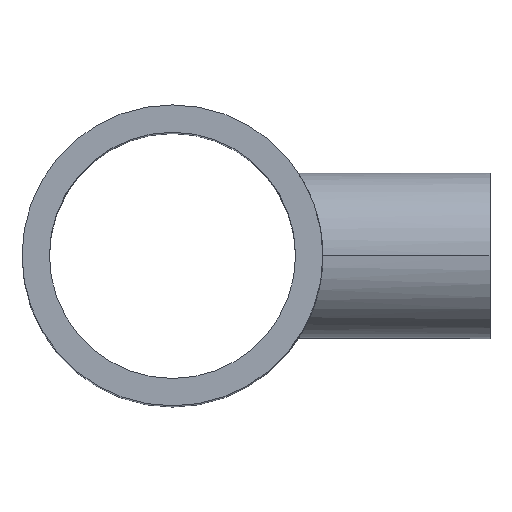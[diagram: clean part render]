
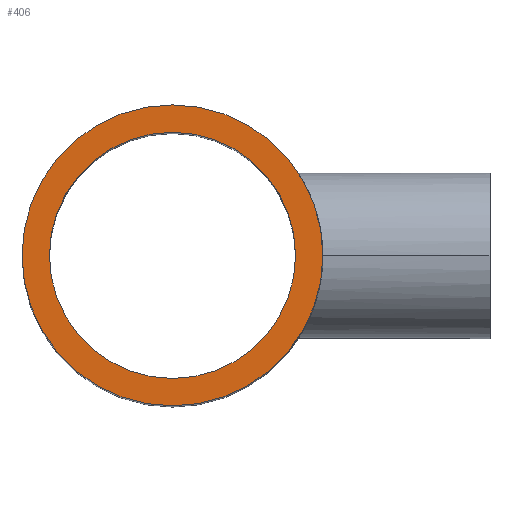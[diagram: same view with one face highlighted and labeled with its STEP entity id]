
A CAD part, top view. The second image highlights one B-rep face of the part: STEP entity #406.
In plain terms, the highlighted planar face has unit normal (0, 0, 1).
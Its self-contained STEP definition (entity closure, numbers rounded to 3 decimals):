
#29 = EDGE_LOOP ( 'NONE', ( #594, #285 ) ) ;
#39 = AXIS2_PLACEMENT_3D ( 'NONE', #325, #423, #59 ) ;
#44 = DIRECTION ( 'NONE',  ( 0., 0., 1. ) ) ;
#51 = PLANE ( 'NONE',  #581 ) ;
#59 = DIRECTION ( 'NONE',  ( 1., 0., 0. ) ) ;
#69 = CIRCLE ( 'NONE', #480, 100. ) ;
#76 = ORIENTED_EDGE ( 'NONE', *, *, #474, .T. ) ;
#140 = CARTESIAN_POINT ( 'NONE',  ( 0., 0., 240.5 ) ) ;
#150 = DIRECTION ( 'NONE',  ( 1., 0., 0. ) ) ;
#182 = VERTEX_POINT ( 'NONE', #483 ) ;
#189 = DIRECTION ( 'NONE',  ( 0., 0., 1. ) ) ;
#213 = DIRECTION ( 'NONE',  ( 0., 0., 1. ) ) ;
#221 = VERTEX_POINT ( 'NONE', #268 ) ;
#252 = CARTESIAN_POINT ( 'NONE',  ( 0., 0., 240.5 ) ) ;
#257 = CIRCLE ( 'NONE', #397, 81.8 ) ;
#259 = DIRECTION ( 'NONE',  ( 1., 0., 0. ) ) ;
#263 = DIRECTION ( 'NONE',  ( 0., 0., 1. ) ) ;
#268 = CARTESIAN_POINT ( 'NONE',  ( -81.8, 0., 240.5 ) ) ;
#285 = ORIENTED_EDGE ( 'NONE', *, *, #526, .F. ) ;
#325 = CARTESIAN_POINT ( 'NONE',  ( 0., 0., 240.5 ) ) ;
#329 = CIRCLE ( 'NONE', #39, 100. ) ;
#334 = EDGE_CURVE ( 'NONE', #379, #553, #329, .T. ) ;
#347 = DIRECTION ( 'NONE',  ( 1., 0., 0. ) ) ;
#379 = VERTEX_POINT ( 'NONE', #466 ) ;
#397 = AXIS2_PLACEMENT_3D ( 'NONE', #140, #44, #150 ) ;
#406 = ADVANCED_FACE ( 'NONE', ( #609, #519 ), #51, .T. ) ;
#423 = DIRECTION ( 'NONE',  ( 0., 0., 1. ) ) ;
#451 = CIRCLE ( 'NONE', #606, 81.8 ) ;
#459 = EDGE_CURVE ( 'NONE', #221, #182, #257, .T. ) ;
#466 = CARTESIAN_POINT ( 'NONE',  ( -100., 0., 240.5 ) ) ;
#474 = EDGE_CURVE ( 'NONE', #553, #379, #69, .T. ) ;
#476 = EDGE_LOOP ( 'NONE', ( #629, #76 ) ) ;
#477 = DIRECTION ( 'NONE',  ( 1., 0., 0. ) ) ;
#480 = AXIS2_PLACEMENT_3D ( 'NONE', #252, #189, #259 ) ;
#483 = CARTESIAN_POINT ( 'NONE',  ( 81.8, 0., 240.5 ) ) ;
#504 = CARTESIAN_POINT ( 'NONE',  ( 0., 0., 240.5 ) ) ;
#519 = FACE_BOUND ( 'NONE', #29, .T. ) ;
#526 = EDGE_CURVE ( 'NONE', #182, #221, #451, .T. ) ;
#529 = CARTESIAN_POINT ( 'NONE',  ( 100., 0., 240.5 ) ) ;
#553 = VERTEX_POINT ( 'NONE', #529 ) ;
#581 = AXIS2_PLACEMENT_3D ( 'NONE', #504, #263, #347 ) ;
#587 = CARTESIAN_POINT ( 'NONE',  ( 0., 0., 240.5 ) ) ;
#594 = ORIENTED_EDGE ( 'NONE', *, *, #459, .F. ) ;
#606 = AXIS2_PLACEMENT_3D ( 'NONE', #587, #213, #477 ) ;
#609 = FACE_OUTER_BOUND ( 'NONE', #476, .T. ) ;
#629 = ORIENTED_EDGE ( 'NONE', *, *, #334, .T. ) ;
